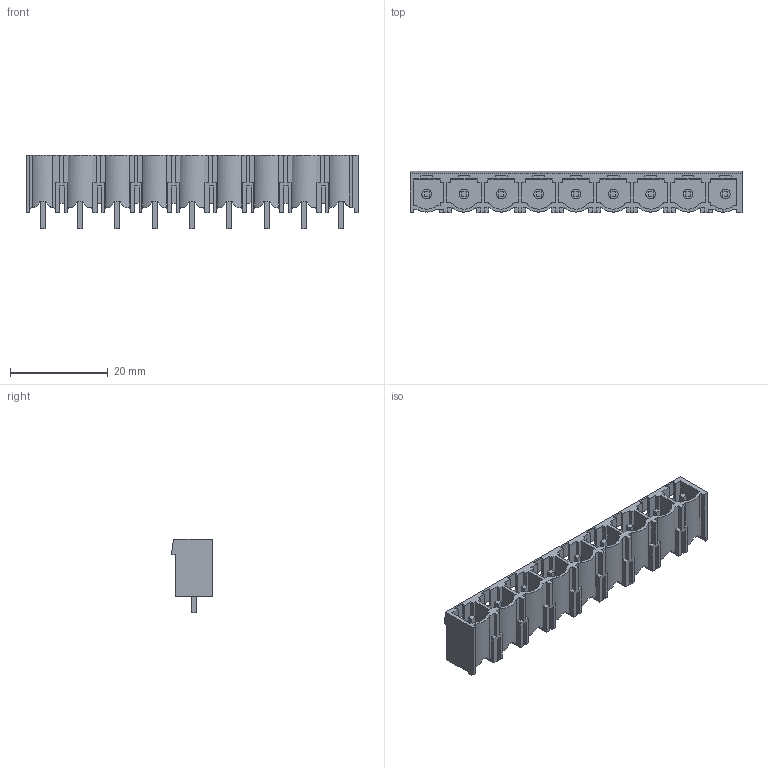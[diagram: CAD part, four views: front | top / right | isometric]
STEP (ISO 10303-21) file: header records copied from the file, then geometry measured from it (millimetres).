
FILE_DESCRIPTION(('CATIA V5 STEP Exchange','CAx-IF Rec.Pracs.--- Model Styling and Organization---1.4--- 2014-01-23'),'2;1');
FILE_NAME ('D1447751_1_1048940000_1048940000.stp','2021-05-20T12:42:01+00:00',('none'),('Weidmueller'),'CATIA Version 5-6 Release 2016 SP3 HF44','CATIA V5 STEP AP214','none');
FILE_SCHEMA(('AUTOMOTIVE_DESIGN { 1 0 10303 214 1 1 1 1 }'));
Length unit declared in the file: millimetre
Products named in the file (1): 1048940000
Bounding box: 67.76 x 8.4 x 14.95 mm (x, y, z)
Volume: 2440.7 mm3; surface area: 5985.2 mm2
Topology: 10 solids, 10 shells, 446 faces, 1279 edges, 853 vertices
Faces by surface type: plane 378, cylinder 68
Entity records: 13725 total; most frequent: CARTESIAN_POINT 2782, ORIENTED_EDGE 2558, DIRECTION 1769, EDGE_CURVE 1279, VECTOR 1124, LINE 1124, VERTEX_POINT 853, EDGE_LOOP 464
